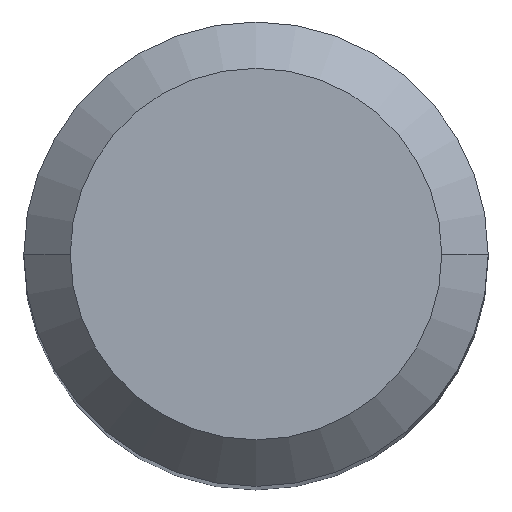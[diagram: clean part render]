
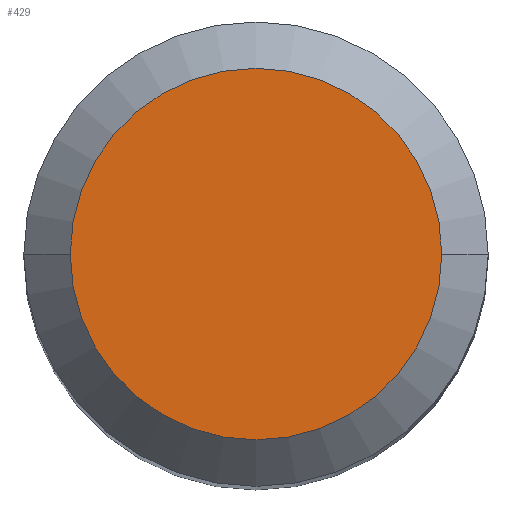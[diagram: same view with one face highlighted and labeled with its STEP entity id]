
A CAD part, top view. The second image highlights one B-rep face of the part: STEP entity #429.
In plain terms, the highlighted planar face has unit normal (0, 0, 1).
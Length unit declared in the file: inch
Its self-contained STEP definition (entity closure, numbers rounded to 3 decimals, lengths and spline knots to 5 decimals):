
#3 = PLANE ( 'NONE',  #386 ) ;
#37 = DIRECTION ( 'NONE',  ( 0., 0., -1. ) ) ;
#42 = VERTEX_POINT ( 'NONE', #165 ) ;
#65 = DIRECTION ( 'NONE',  ( 1., 0., 0. ) ) ;
#71 = CARTESIAN_POINT ( 'NONE',  ( 0., 0., 0. ) ) ;
#122 = EDGE_CURVE ( 'NONE', #179, #42, #427, .T. ) ;
#135 = DIRECTION ( 'NONE',  ( 0., 0., 1. ) ) ;
#165 = CARTESIAN_POINT ( 'NONE',  ( 0.126, 0., 0. ) ) ;
#166 = ORIENTED_EDGE ( 'NONE', *, *, #122, .T. ) ;
#179 = VERTEX_POINT ( 'NONE', #294 ) ;
#185 = DIRECTION ( 'NONE',  ( -1., 0., 0. ) ) ;
#189 = CARTESIAN_POINT ( 'NONE',  ( 0., 0., 0. ) ) ;
#214 = AXIS2_PLACEMENT_3D ( 'NONE', #71, #418, #441 ) ;
#294 = CARTESIAN_POINT ( 'NONE',  ( -0.126, 0., 0. ) ) ;
#299 = FACE_OUTER_BOUND ( 'NONE', #463, .T. ) ;
#312 = AXIS2_PLACEMENT_3D ( 'NONE', #355, #135, #65 ) ;
#348 = EDGE_CURVE ( 'NONE', #42, #179, #423, .T. ) ;
#355 = CARTESIAN_POINT ( 'NONE',  ( 0., 0., 0. ) ) ;
#386 = AXIS2_PLACEMENT_3D ( 'NONE', #189, #37, #185 ) ;
#406 = ORIENTED_EDGE ( 'NONE', *, *, #348, .T. ) ;
#418 = DIRECTION ( 'NONE',  ( 0., 0., 1. ) ) ;
#423 = CIRCLE ( 'NONE', #312, 0.126 ) ;
#427 = CIRCLE ( 'NONE', #214, 0.126 ) ;
#429 = ADVANCED_FACE ( 'NONE', ( #299 ), #3, .F. ) ;
#441 = DIRECTION ( 'NONE',  ( 1., 0., 0. ) ) ;
#463 = EDGE_LOOP ( 'NONE', ( #166, #406 ) ) ;
